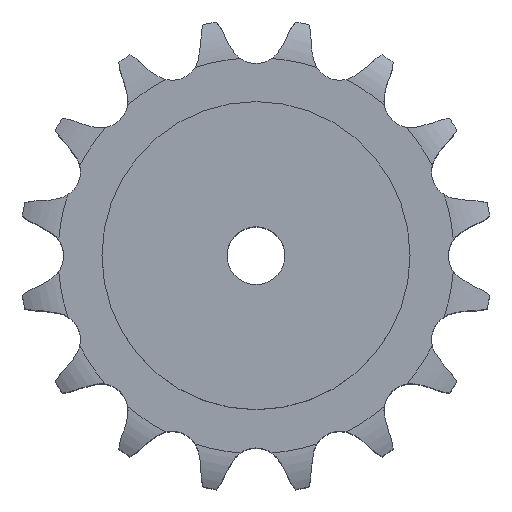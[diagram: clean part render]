
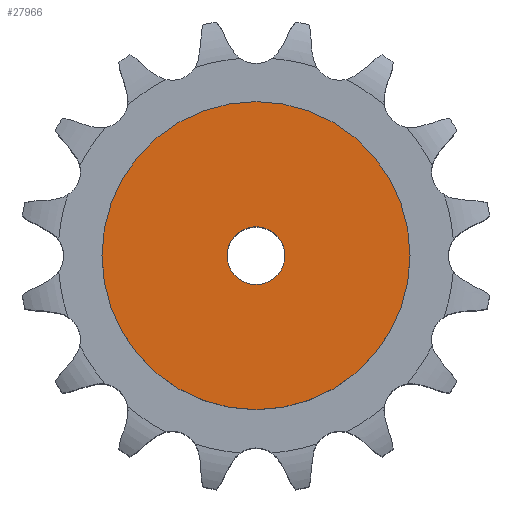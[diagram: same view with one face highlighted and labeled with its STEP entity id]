
A CAD part, top view. The second image highlights one B-rep face of the part: STEP entity #27966.
In plain terms, the highlighted planar face has unit normal (0, 0, 1).
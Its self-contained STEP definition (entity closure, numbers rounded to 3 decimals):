
#15117 = CYLINDRICAL_SURFACE('',#15118,15.);
#15118 = AXIS2_PLACEMENT_3D('',#15119,#15120,#15121);
#15119 = CARTESIAN_POINT('',(0.,0.,425.097));
#15120 = DIRECTION('',(0.,0.,1.));
#15121 = DIRECTION('',(1.,0.,0.));
#19129 = EDGE_CURVE('',#19130,#19130,#19132,.T.);
#19130 = VERTEX_POINT('',#19131);
#19131 = CARTESIAN_POINT('',(15.,0.,180.));
#19132 = SURFACE_CURVE('',#19133,(#19138,#19145),.PCURVE_S1.);
#19133 = CIRCLE('',#19134,15.);
#19134 = AXIS2_PLACEMENT_3D('',#19135,#19136,#19137);
#19135 = CARTESIAN_POINT('',(0.,0.,180.));
#19136 = DIRECTION('',(0.,0.,1.));
#19137 = DIRECTION('',(1.,0.,0.));
#19138 = PCURVE('',#15117,#19139);
#19139 = DEFINITIONAL_REPRESENTATION('',(#19140),#19144);
#19140 = LINE('',#19141,#19142);
#19141 = CARTESIAN_POINT('',(0.,-245.097));
#19142 = VECTOR('',#19143,1.);
#19143 = DIRECTION('',(1.,0.));
#19144 = ( GEOMETRIC_REPRESENTATION_CONTEXT(2) 
PARAMETRIC_REPRESENTATION_CONTEXT() REPRESENTATION_CONTEXT('2D SPACE',''
  ) );
#19145 = PCURVE('',#19146,#19151);
#19146 = PLANE('',#19147);
#19147 = AXIS2_PLACEMENT_3D('',#19148,#19149,#19150);
#19148 = CARTESIAN_POINT('',(0.,0.,180.
    ));
#19149 = DIRECTION('',(0.,0.,1.));
#19150 = DIRECTION('',(1.,0.,0.));
#19151 = DEFINITIONAL_REPRESENTATION('',(#19152),#19156);
#19152 = CIRCLE('',#19153,15.);
#19153 = AXIS2_PLACEMENT_2D('',#19154,#19155);
#19154 = CARTESIAN_POINT('',(0.,0.));
#19155 = DIRECTION('',(1.,0.));
#19156 = ( GEOMETRIC_REPRESENTATION_CONTEXT(2) 
PARAMETRIC_REPRESENTATION_CONTEXT() REPRESENTATION_CONTEXT('2D SPACE',''
  ) );
#27966 = ADVANCED_FACE('',(#27967,#27998),#19146,.T.);
#27967 = FACE_BOUND('',#27968,.T.);
#27968 = EDGE_LOOP('',(#27969));
#27969 = ORIENTED_EDGE('',*,*,#27970,.T.);
#27970 = EDGE_CURVE('',#27971,#27971,#27973,.T.);
#27971 = VERTEX_POINT('',#27972);
#27972 = CARTESIAN_POINT('',(80.,0.,180.));
#27973 = SURFACE_CURVE('',#27974,(#27979,#27986),.PCURVE_S1.);
#27974 = CIRCLE('',#27975,80.);
#27975 = AXIS2_PLACEMENT_3D('',#27976,#27977,#27978);
#27976 = CARTESIAN_POINT('',(0.,0.,180.));
#27977 = DIRECTION('',(0.,0.,1.));
#27978 = DIRECTION('',(1.,0.,0.));
#27979 = PCURVE('',#19146,#27980);
#27980 = DEFINITIONAL_REPRESENTATION('',(#27981),#27985);
#27981 = CIRCLE('',#27982,80.);
#27982 = AXIS2_PLACEMENT_2D('',#27983,#27984);
#27983 = CARTESIAN_POINT('',(0.,0.));
#27984 = DIRECTION('',(1.,0.));
#27985 = ( GEOMETRIC_REPRESENTATION_CONTEXT(2) 
PARAMETRIC_REPRESENTATION_CONTEXT() REPRESENTATION_CONTEXT('2D SPACE',''
  ) );
#27986 = PCURVE('',#27987,#27992);
#27987 = CYLINDRICAL_SURFACE('',#27988,80.);
#27988 = AXIS2_PLACEMENT_3D('',#27989,#27990,#27991);
#27989 = CARTESIAN_POINT('',(0.,0.,0.));
#27990 = DIRECTION('',(-0.,-0.,-1.));
#27991 = DIRECTION('',(1.,0.,0.));
#27992 = DEFINITIONAL_REPRESENTATION('',(#27993),#27997);
#27993 = LINE('',#27994,#27995);
#27994 = CARTESIAN_POINT('',(-0.,-180.));
#27995 = VECTOR('',#27996,1.);
#27996 = DIRECTION('',(-1.,0.));
#27997 = ( GEOMETRIC_REPRESENTATION_CONTEXT(2) 
PARAMETRIC_REPRESENTATION_CONTEXT() REPRESENTATION_CONTEXT('2D SPACE',''
  ) );
#27998 = FACE_BOUND('',#27999,.T.);
#27999 = EDGE_LOOP('',(#28000));
#28000 = ORIENTED_EDGE('',*,*,#19129,.F.);
